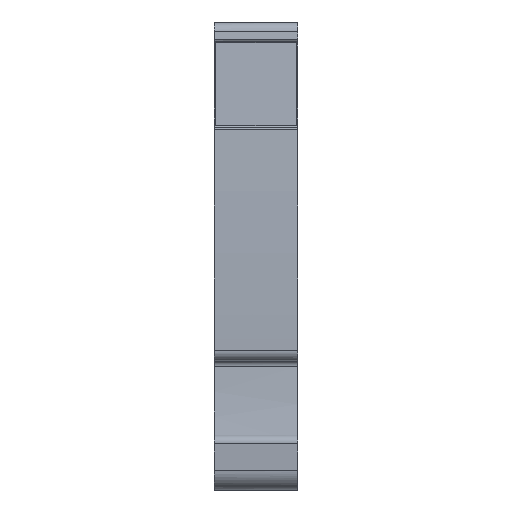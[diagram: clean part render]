
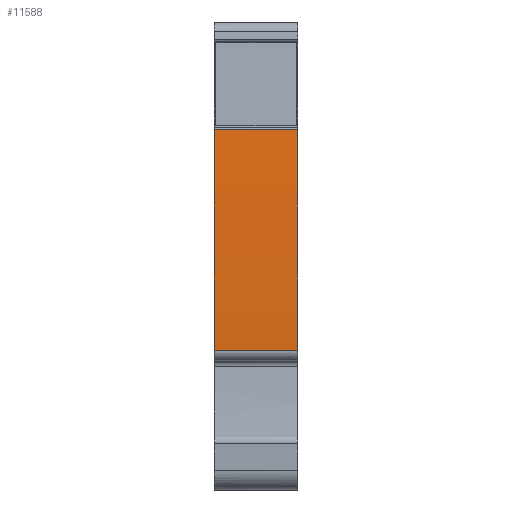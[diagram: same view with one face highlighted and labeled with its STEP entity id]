
A CAD part, front view. The second image highlights one B-rep face of the part: STEP entity #11588.
In plain terms, the highlighted cylindrical face has radius 250 mm (diameter 500 mm), a partial arc.
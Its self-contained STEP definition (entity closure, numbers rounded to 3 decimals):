
#11545=AXIS2_PLACEMENT_3D('Cylinder Axis2P3D',#11542,#11543,#11544) ;
#11558=AXIS2_PLACEMENT_3D('Circle Axis2P3D',#11556,#11557,$) ;
#11565=AXIS2_PLACEMENT_3D('Circle Axis2P3D',#11563,#11564,$) ;
#11570=AXIS2_PLACEMENT_3D('Circle Axis2P3D',#11568,#11569,$) ;
#11577=AXIS2_PLACEMENT_3D('Circle Axis2P3D',#11575,#11576,$) ;
#11514=CARTESIAN_POINT('Line Origine',(4.05,1.529,13.45)) ;
#11518=CARTESIAN_POINT('Vertex',(8.05,1.529,13.45)) ;
#11520=CARTESIAN_POINT('Vertex',(0.,1.529,13.45)) ;
#11542=CARTESIAN_POINT('Axis2P3D Location',(4.05,251.503,17.05)) ;
#11547=CARTESIAN_POINT('Line Origine',(3.44,2.138,34.861)) ;
#11551=CARTESIAN_POINT('Vertex',(8.05,2.138,34.861)) ;
#11553=CARTESIAN_POINT('Vertex',(0.,2.138,34.861)) ;
#11556=CARTESIAN_POINT('Axis2P3D Location',(0.,251.503,17.05)) ;
#11560=CARTESIAN_POINT('Vertex',(0.,1.503,16.95)) ;
#11563=CARTESIAN_POINT('Axis2P3D Location',(0.,251.503,17.05)) ;
#11568=CARTESIAN_POINT('Axis2P3D Location',(8.05,251.503,17.05)) ;
#11572=CARTESIAN_POINT('Vertex',(8.05,1.503,16.95)) ;
#11575=CARTESIAN_POINT('Axis2P3D Location',(8.05,251.503,17.05)) ;
#11515=DIRECTION('Vector Direction',(1.,0.,0.)) ;
#11543=DIRECTION('Axis2P3D Direction',(1.,0.,0.)) ;
#11544=DIRECTION('Axis2P3D XDirection',(0.,-0.994,0.109)) ;
#11548=DIRECTION('Vector Direction',(1.,0.,0.)) ;
#11557=DIRECTION('Axis2P3D Direction',(1.,0.,0.)) ;
#11564=DIRECTION('Axis2P3D Direction',(1.,0.,0.)) ;
#11569=DIRECTION('Axis2P3D Direction',(1.,0.,0.)) ;
#11576=DIRECTION('Axis2P3D Direction',(1.,0.,0.)) ;
#11516=VECTOR('Line Direction',#11515,1.) ;
#11549=VECTOR('Line Direction',#11548,1.) ;
#11581=ORIENTED_EDGE('',*,*,#11555,.T.) ;
#11582=ORIENTED_EDGE('',*,*,#11562,.T.) ;
#11583=ORIENTED_EDGE('',*,*,#11567,.T.) ;
#11584=ORIENTED_EDGE('',*,*,#11522,.F.) ;
#11585=ORIENTED_EDGE('',*,*,#11574,.T.) ;
#11586=ORIENTED_EDGE('',*,*,#11579,.T.) ;
#11588=ADVANCED_FACE('MLD_1',(#11587),#11546,.T.) ;
#11559=CIRCLE('generated circle',#11558,250.) ;
#11566=CIRCLE('generated circle',#11565,250.) ;
#11571=CIRCLE('generated circle',#11570,250.) ;
#11578=CIRCLE('generated circle',#11577,250.) ;
#11546=CYLINDRICAL_SURFACE('generated cylinder',#11545,250.) ;
#11522=EDGE_CURVE('',#11519,#11521,#11517,.F.) ;
#11555=EDGE_CURVE('',#11552,#11554,#11550,.F.) ;
#11562=EDGE_CURVE('',#11554,#11561,#11559,.T.) ;
#11567=EDGE_CURVE('',#11561,#11521,#11566,.T.) ;
#11574=EDGE_CURVE('',#11519,#11573,#11571,.F.) ;
#11579=EDGE_CURVE('',#11573,#11552,#11578,.F.) ;
#11580=EDGE_LOOP('',(#11581,#11582,#11583,#11584,#11585,#11586)) ;
#11587=FACE_OUTER_BOUND('',#11580,.T.) ;
#11517=LINE('Line',#11514,#11516) ;
#11550=LINE('Line',#11547,#11549) ;
#11519=VERTEX_POINT('',#11518) ;
#11521=VERTEX_POINT('',#11520) ;
#11552=VERTEX_POINT('',#11551) ;
#11554=VERTEX_POINT('',#11553) ;
#11561=VERTEX_POINT('',#11560) ;
#11573=VERTEX_POINT('',#11572) ;
